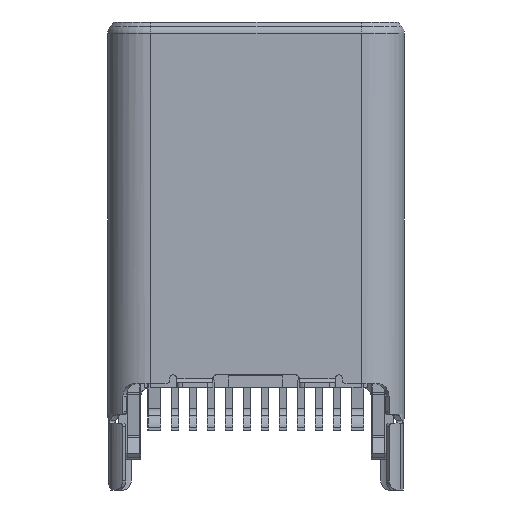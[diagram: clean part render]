
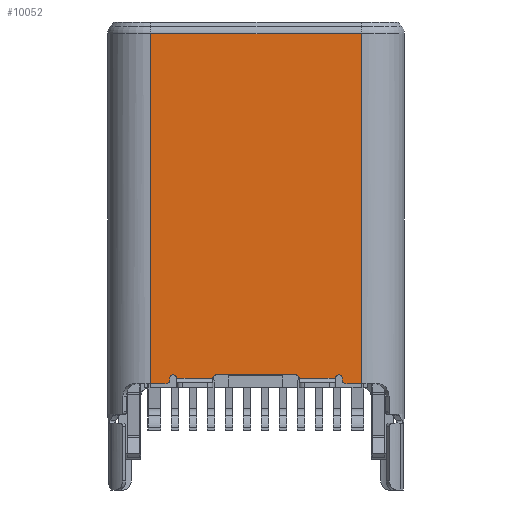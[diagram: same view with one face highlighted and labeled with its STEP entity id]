
A CAD part, front view. The second image highlights one B-rep face of the part: STEP entity #10052.
In plain terms, the highlighted planar face has unit normal (0, -1, 0).
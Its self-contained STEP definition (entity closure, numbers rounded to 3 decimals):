
#419 = CARTESIAN_POINT ( 'NONE',  ( -2.2, -1.2, -9.9 ) ) ;
#904 = CARTESIAN_POINT ( 'NONE',  ( -2.5, -1.2, -10.05 ) ) ;
#994 = VERTEX_POINT ( 'NONE', #26779 ) ;
#1073 = VERTEX_POINT ( 'NONE', #19603 ) ;
#1133 = DIRECTION ( 'NONE',  ( 1., 0., 0. ) ) ;
#1467 = CARTESIAN_POINT ( 'NONE',  ( -2.925, -1.2, -0.323 ) ) ;
#1920 = CARTESIAN_POINT ( 'NONE',  ( -1.2, -1.2, -9.9 ) ) ;
#2242 = CIRCLE ( 'NONE', #21470, 0.1 ) ;
#2456 = VERTEX_POINT ( 'NONE', #904 ) ;
#2554 = ORIENTED_EDGE ( 'NONE', *, *, #28525, .T. ) ;
#2914 = DIRECTION ( 'NONE',  ( 0., -1., 0. ) ) ;
#2956 = LINE ( 'NONE', #25216, #5525 ) ;
#2961 = VECTOR ( 'NONE', #12140, 1000. ) ;
#2974 = CIRCLE ( 'NONE', #6734, 0.1 ) ;
#3088 = DIRECTION ( 'NONE',  ( 0., -1., 0. ) ) ;
#3195 = CARTESIAN_POINT ( 'NONE',  ( 2.925, -1.2, -0.323 ) ) ;
#3640 = DIRECTION ( 'NONE',  ( -1., 0., 0. ) ) ;
#4047 = VECTOR ( 'NONE', #19897, 1000. ) ;
#4087 = LINE ( 'NONE', #17667, #15207 ) ;
#4215 = EDGE_CURVE ( 'NONE', #8844, #16205, #21871, .T. ) ;
#4290 = ORIENTED_EDGE ( 'NONE', *, *, #5413, .F. ) ;
#4359 = VERTEX_POINT ( 'NONE', #4498 ) ;
#4433 = LINE ( 'NONE', #8346, #2961 ) ;
#4498 = CARTESIAN_POINT ( 'NONE',  ( 1.2, -1.2, -9.9 ) ) ;
#5034 = VERTEX_POINT ( 'NONE', #20632 ) ;
#5413 = EDGE_CURVE ( 'NONE', #12431, #5034, #4433, .T. ) ;
#5514 = LINE ( 'NONE', #1467, #4047 ) ;
#5525 = VECTOR ( 'NONE', #10987, 1000. ) ;
#5698 = PLANE ( 'NONE',  #28571 ) ;
#5822 = DIRECTION ( 'NONE',  ( 1., 0., 0. ) ) ;
#6223 = DIRECTION ( 'NONE',  ( -1., 0., 0. ) ) ;
#6363 = CARTESIAN_POINT ( 'NONE',  ( -2.2, -1.2, -9.9 ) ) ;
#6734 = AXIS2_PLACEMENT_3D ( 'NONE', #8311, #27302, #5822 ) ;
#6740 = CARTESIAN_POINT ( 'NONE',  ( -2.4, -1.2, -9.95 ) ) ;
#7708 = EDGE_CURVE ( 'NONE', #22370, #20329, #21564, .T. ) ;
#8263 = EDGE_CURVE ( 'NONE', #28255, #4359, #21923, .T. ) ;
#8269 = EDGE_CURVE ( 'NONE', #2456, #994, #2956, .T. ) ;
#8311 = CARTESIAN_POINT ( 'NONE',  ( -2.3, -1.2, -9.9 ) ) ;
#8346 = CARTESIAN_POINT ( 'NONE',  ( 2.4, -1.2, -10.15 ) ) ;
#8366 = CARTESIAN_POINT ( 'NONE',  ( -1.1, -1.2, -9.9 ) ) ;
#8844 = VERTEX_POINT ( 'NONE', #1920 ) ;
#9468 = CARTESIAN_POINT ( 'NONE',  ( 2.3, -1.2, -9.9 ) ) ;
#9925 = ORIENTED_EDGE ( 'NONE', *, *, #8269, .F. ) ;
#10052 = ADVANCED_FACE ( 'NONE', ( #11403 ), #5698, .T. ) ;
#10099 = EDGE_CURVE ( 'NONE', #15608, #25145, #29239, .T. ) ;
#10145 = EDGE_CURVE ( 'NONE', #12431, #25145, #21816, .T. ) ;
#10371 = VECTOR ( 'NONE', #3640, 1000. ) ;
#10445 = DIRECTION ( 'NONE',  ( 1., 0., 0. ) ) ;
#10447 = EDGE_CURVE ( 'NONE', #28255, #5034, #12852, .T. ) ;
#10577 = CARTESIAN_POINT ( 'NONE',  ( -2.925, -1.2, -10.15 ) ) ;
#10679 = AXIS2_PLACEMENT_3D ( 'NONE', #9468, #26083, #19029 ) ;
#10933 = AXIS2_PLACEMENT_3D ( 'NONE', #14697, #2914, #26875 ) ;
#10987 = DIRECTION ( 'NONE',  ( -1., 0., 0. ) ) ;
#11403 = FACE_OUTER_BOUND ( 'NONE', #15824, .T. ) ;
#11445 = DIRECTION ( 'NONE',  ( 0., 0., -1. ) ) ;
#11527 = ORIENTED_EDGE ( 'NONE', *, *, #19593, .F. ) ;
#11534 = CARTESIAN_POINT ( 'NONE',  ( -2.4, -1.2, -9.9 ) ) ;
#11621 = DIRECTION ( 'NONE',  ( 1., 0., 0. ) ) ;
#11690 = EDGE_CURVE ( 'NONE', #22370, #28535, #2974, .T. ) ;
#11841 = ORIENTED_EDGE ( 'NONE', *, *, #28211, .T. ) ;
#11899 = EDGE_CURVE ( 'NONE', #27791, #4359, #2242, .T. ) ;
#12140 = DIRECTION ( 'NONE',  ( 0., 0., 1. ) ) ;
#12431 = VERTEX_POINT ( 'NONE', #30241 ) ;
#12602 = ORIENTED_EDGE ( 'NONE', *, *, #21139, .T. ) ;
#12852 = CIRCLE ( 'NONE', #10679, 0.1 ) ;
#13575 = ORIENTED_EDGE ( 'NONE', *, *, #10145, .T. ) ;
#14085 = DIRECTION ( 'NONE',  ( 0., 1., 0. ) ) ;
#14597 = ORIENTED_EDGE ( 'NONE', *, *, #7708, .F. ) ;
#14697 = CARTESIAN_POINT ( 'NONE',  ( -2.5, -1.2, -9.95 ) ) ;
#15026 = DIRECTION ( 'NONE',  ( 0., 0., 1. ) ) ;
#15207 = VECTOR ( 'NONE', #17776, 1000. ) ;
#15608 = VERTEX_POINT ( 'NONE', #24178 ) ;
#15738 = ORIENTED_EDGE ( 'NONE', *, *, #11899, .T. ) ;
#15824 = EDGE_LOOP ( 'NONE', ( #20639, #11527, #15738, #22549, #19013, #4290, #13575, #21175, #2554, #30916, #19698, #9925, #12602, #14597, #18165, #11841 ) ) ;
#15975 = VECTOR ( 'NONE', #11445, 1000. ) ;
#16205 = VERTEX_POINT ( 'NONE', #17987 ) ;
#16587 = VECTOR ( 'NONE', #15026, 1000. ) ;
#17667 = CARTESIAN_POINT ( 'NONE',  ( 2.925, -1.2, -10.15 ) ) ;
#17776 = DIRECTION ( 'NONE',  ( 0., 0., 1. ) ) ;
#17987 = CARTESIAN_POINT ( 'NONE',  ( -1.1, -1.2, -9.8 ) ) ;
#18029 = DIRECTION ( 'NONE',  ( 0., 1., 0. ) ) ;
#18165 = ORIENTED_EDGE ( 'NONE', *, *, #11690, .T. ) ;
#18341 = EDGE_CURVE ( 'NONE', #1073, #19790, #5514, .T. ) ;
#18831 = LINE ( 'NONE', #25017, #16587 ) ;
#19013 = ORIENTED_EDGE ( 'NONE', *, *, #10447, .T. ) ;
#19029 = DIRECTION ( 'NONE',  ( 1., 0., 0. ) ) ;
#19593 = EDGE_CURVE ( 'NONE', #27791, #16205, #27083, .T. ) ;
#19603 = CARTESIAN_POINT ( 'NONE',  ( -2.925, -1.2, -0.323 ) ) ;
#19698 = ORIENTED_EDGE ( 'NONE', *, *, #21226, .F. ) ;
#19790 = VERTEX_POINT ( 'NONE', #3195 ) ;
#19897 = DIRECTION ( 'NONE',  ( 1., 0., 0. ) ) ;
#20329 = VERTEX_POINT ( 'NONE', #6740 ) ;
#20394 = CARTESIAN_POINT ( 'NONE',  ( -2.4, -1.2, -10.15 ) ) ;
#20632 = CARTESIAN_POINT ( 'NONE',  ( 2.4, -1.2, -9.9 ) ) ;
#20639 = ORIENTED_EDGE ( 'NONE', *, *, #4215, .T. ) ;
#21103 = AXIS2_PLACEMENT_3D ( 'NONE', #8366, #18029, #27354 ) ;
#21139 = EDGE_CURVE ( 'NONE', #2456, #20329, #22199, .T. ) ;
#21175 = ORIENTED_EDGE ( 'NONE', *, *, #10099, .F. ) ;
#21226 = EDGE_CURVE ( 'NONE', #994, #1073, #18831, .T. ) ;
#21470 = AXIS2_PLACEMENT_3D ( 'NONE', #28363, #14085, #11621 ) ;
#21546 = CARTESIAN_POINT ( 'NONE',  ( 2.2, -1.2, -9.9 ) ) ;
#21564 = LINE ( 'NONE', #20394, #15975 ) ;
#21816 = CIRCLE ( 'NONE', #23206, 0.1 ) ;
#21871 = CIRCLE ( 'NONE', #21103, 0.1 ) ;
#21923 = LINE ( 'NONE', #25112, #26356 ) ;
#22199 = CIRCLE ( 'NONE', #10933, 0.1 ) ;
#22370 = VERTEX_POINT ( 'NONE', #11534 ) ;
#22446 = DIRECTION ( 'NONE',  ( -1., 0., 0. ) ) ;
#22538 = CARTESIAN_POINT ( 'NONE',  ( 2.925, -1.2, -10.05 ) ) ;
#22549 = ORIENTED_EDGE ( 'NONE', *, *, #8263, .F. ) ;
#23206 = AXIS2_PLACEMENT_3D ( 'NONE', #29146, #3088, #10445 ) ;
#23441 = VECTOR ( 'NONE', #28598, 1000. ) ;
#23777 = LINE ( 'NONE', #419, #23441 ) ;
#24178 = CARTESIAN_POINT ( 'NONE',  ( 2.925, -1.2, -10.05 ) ) ;
#24394 = VECTOR ( 'NONE', #22446, 1000. ) ;
#25017 = CARTESIAN_POINT ( 'NONE',  ( -2.925, -1.2, -10.15 ) ) ;
#25112 = CARTESIAN_POINT ( 'NONE',  ( 2.2, -1.2, -9.9 ) ) ;
#25145 = VERTEX_POINT ( 'NONE', #25224 ) ;
#25216 = CARTESIAN_POINT ( 'NONE',  ( -2.4, -1.2, -10.05 ) ) ;
#25224 = CARTESIAN_POINT ( 'NONE',  ( 2.5, -1.2, -10.05 ) ) ;
#25441 = CARTESIAN_POINT ( 'NONE',  ( -2.925, -1.2, -9.8 ) ) ;
#25850 = CARTESIAN_POINT ( 'NONE',  ( 1.1, -1.2, -9.8 ) ) ;
#26083 = DIRECTION ( 'NONE',  ( 0., 1., 0. ) ) ;
#26356 = VECTOR ( 'NONE', #6223, 1000. ) ;
#26779 = CARTESIAN_POINT ( 'NONE',  ( -2.925, -1.2, -10.05 ) ) ;
#26875 = DIRECTION ( 'NONE',  ( 1., 0., 0. ) ) ;
#27083 = LINE ( 'NONE', #25441, #10371 ) ;
#27302 = DIRECTION ( 'NONE',  ( 0., 1., 0. ) ) ;
#27354 = DIRECTION ( 'NONE',  ( 1., 0., 0. ) ) ;
#27791 = VERTEX_POINT ( 'NONE', #25850 ) ;
#28211 = EDGE_CURVE ( 'NONE', #28535, #8844, #23777, .T. ) ;
#28255 = VERTEX_POINT ( 'NONE', #21546 ) ;
#28363 = CARTESIAN_POINT ( 'NONE',  ( 1.1, -1.2, -9.9 ) ) ;
#28525 = EDGE_CURVE ( 'NONE', #15608, #19790, #4087, .T. ) ;
#28535 = VERTEX_POINT ( 'NONE', #6363 ) ;
#28571 = AXIS2_PLACEMENT_3D ( 'NONE', #10577, #29725, #1133 ) ;
#28598 = DIRECTION ( 'NONE',  ( 1., 0., 0. ) ) ;
#29146 = CARTESIAN_POINT ( 'NONE',  ( 2.5, -1.2, -9.95 ) ) ;
#29239 = LINE ( 'NONE', #22538, #24394 ) ;
#29725 = DIRECTION ( 'NONE',  ( 0., -1., 0. ) ) ;
#30241 = CARTESIAN_POINT ( 'NONE',  ( 2.4, -1.2, -9.95 ) ) ;
#30916 = ORIENTED_EDGE ( 'NONE', *, *, #18341, .F. ) ;
